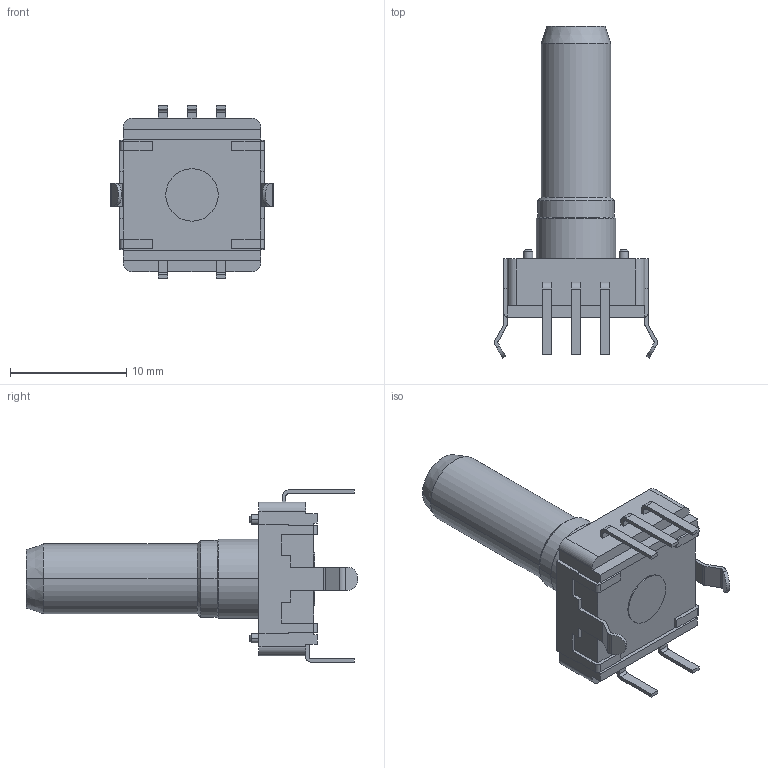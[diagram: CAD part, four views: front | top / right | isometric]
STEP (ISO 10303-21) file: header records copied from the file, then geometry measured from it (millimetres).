
FILE_DESCRIPTION((''),'2;1');
FILE_NAME('C-4-1879314-5','2025-06-27T03:22:55',('workeradm'),(''),'CREO PARAMETRIC BY PTC INC, 2024374','CREO PARAMETRIC BY PTC INC, 2024374','');
FILE_SCHEMA(('AUTOMOTIVE_DESIGN { 1 0 10303 214 1 1 1 1 }'));
Length unit declared in the file: millimetre
Products named in the file (1): C-4-1879314-5
Bounding box: 14 x 28.5 x 14.8 mm (x, y, z)
Volume: 1351.5 mm3; surface area: 1067.3 mm2
Topology: 1 solids, 1 shells, 173 faces, 466 edges, 310 vertices
Faces by surface type: plane 115, cylinder 44, cone 14
Entity records: 6830 total; most frequent: CARTESIAN_POINT 940, ORIENTED_EDGE 920, DIRECTION 912, PRESENTATION_STYLE_ASSIGNMENT 467, STYLED_ITEM 467, CURVE_STYLE 466, EDGE_CURVE 460, VECTOR 368
